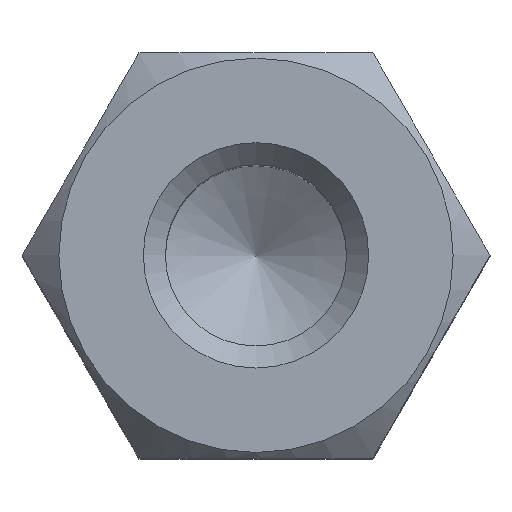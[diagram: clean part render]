
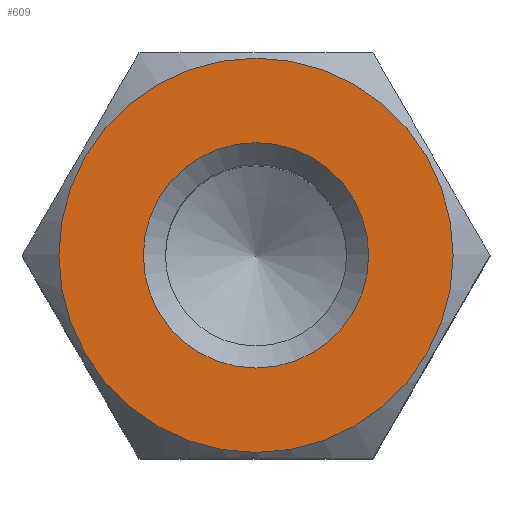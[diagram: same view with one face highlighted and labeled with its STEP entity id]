
A CAD part, top view. The second image highlights one B-rep face of the part: STEP entity #609.
In plain terms, the highlighted planar face has unit normal (0, 0, 1).
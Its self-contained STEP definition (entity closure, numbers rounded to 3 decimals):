
#274=CARTESIAN_POINT('',(2.675,0.0,10.0));
#275=VERTEX_POINT('',#274);
#276=CARTESIAN_POINT('',(0.0,0.0,10.0));
#277=DIRECTION('',(0.0,0.0,1.0));
#278=DIRECTION('',(1.0,0.0,0.0));
#279=AXIS2_PLACEMENT_3D('',#276,#277,#278);
#280=CIRCLE('',#279,2.675);
#281=EDGE_CURVE('',#275,#275,#280,.T.);
#566=CARTESIAN_POINT('',(1.53,0.,10.0));
#567=VERTEX_POINT('',#566);
#568=CARTESIAN_POINT('',(0.0,0.0,10.0));
#569=DIRECTION('',(0.0,0.0,1.0));
#570=DIRECTION('',(-1.0,0.0,0.0));
#571=AXIS2_PLACEMENT_3D('',#568,#569,#570);
#572=CIRCLE('',#571,1.53);
#573=EDGE_CURVE('',#567,#567,#572,.T.);
#598=CARTESIAN_POINT('',(0.0,0.,10.0));
#599=DIRECTION('',(0.0,0.0,1.0));
#600=DIRECTION('',(1.0,0.0,0.0));
#601=AXIS2_PLACEMENT_3D('',#598,#599,#600);
#602=PLANE('',#601);
#603=ORIENTED_EDGE('',*,*,#281,.T.);
#604=EDGE_LOOP('',(#603));
#605=FACE_OUTER_BOUND('',#604,.T.);
#606=ORIENTED_EDGE('',*,*,#573,.F.);
#607=EDGE_LOOP('',(#606));
#608=FACE_BOUND('',#607,.T.);
#609=ADVANCED_FACE('',(#605,#608),#602,.T.);
